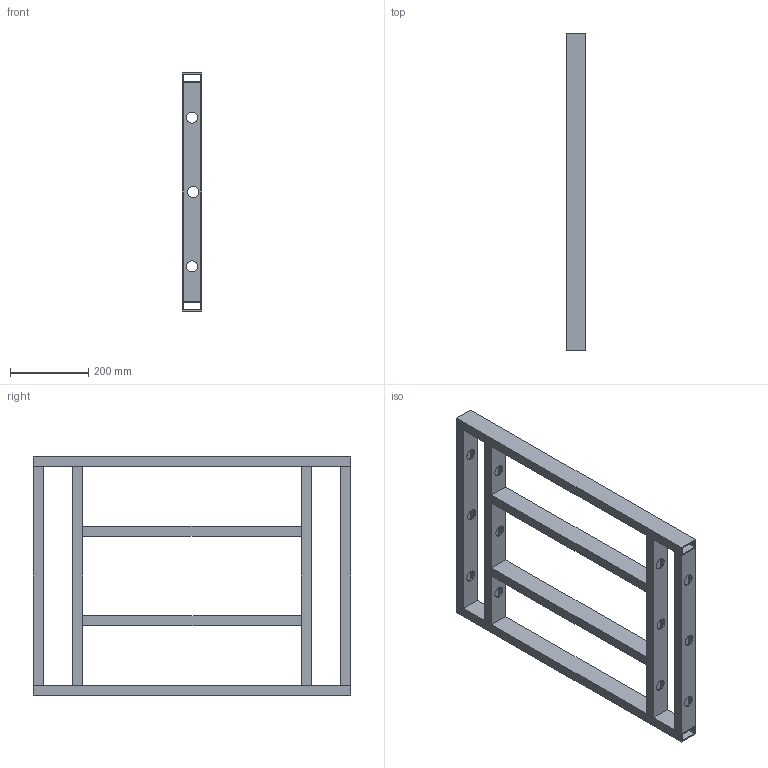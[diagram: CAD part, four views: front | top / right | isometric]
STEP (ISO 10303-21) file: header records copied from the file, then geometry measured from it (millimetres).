
FILE_DESCRIPTION (( 'STEP AP214' ), '1' );
FILE_NAME ('Chassis.STEP', '2013-01-17T17:01:32', ( '' ), ( '' ), 'SwSTEP 2.0', 'SolidWorks 2012', '' );
FILE_SCHEMA (( 'AUTOMOTIVE_DESIGN' ));
Length unit declared in the file: inch
Products named in the file (4): InsideSupport; FrontBackMember; WheelBase; Chassis
Assembly tree (8 placements, depth 2):
  Chassis
    WheelBase  x4
    FrontBackMember  x2
    InsideSupport  x2
Bounding box: 50.8 x 812.8 x 609.6 mm (x, y, z)
Volume: 2159289.7 mm3; surface area: 1374119.8 mm2
Topology: 8 solids, 8 shells, 128 faces, 336 edges, 224 vertices
Faces by surface type: plane 80, cylinder 48
Entity records: 1526 total; most frequent: DIRECTION 238, CARTESIAN_POINT 233, ORIENTED_EDGE 216, EDGE_CURVE 108, LINE 84, VECTOR 84, AXIS2_PLACEMENT_3D 77, VERTEX_POINT 72
